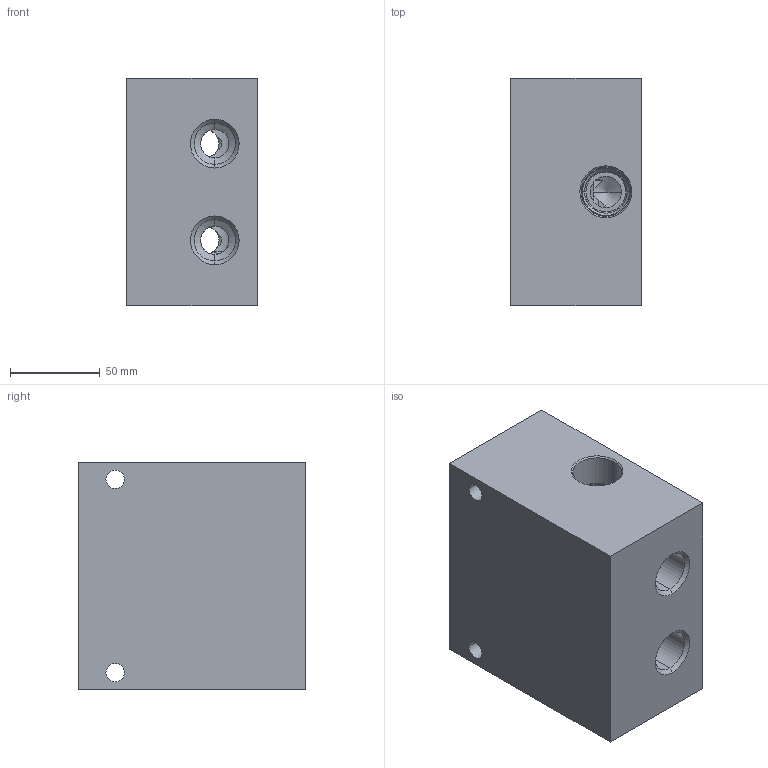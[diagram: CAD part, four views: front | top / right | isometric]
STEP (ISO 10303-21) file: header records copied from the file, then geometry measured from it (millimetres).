
FILE_DESCRIPTION((''),'2;1');
FILE_NAME('XBD_ASM','2022-06-21T',('ProEService'),(''),'PRO/ENGINEER BY PARAMETRIC TECHNOLOGY CORPORATION, 2014200','PRO/ENGINEER BY PARAMETRIC TECHNOLOGY CORPORATION, 2014200','');
FILE_SCHEMA(('CONFIG_CONTROL_DESIGN'));
Length unit declared in the file: inch
Products named in the file (3): 151-796-003; CSABXXN; XBD_ASM
Assembly tree (2 placements, depth 2):
  XBD_ASM
    151-796-003
    CSABXXN
Bounding box: 73.03 x 127 x 127 mm (x, y, z)
Volume: 993338.8 mm3; surface area: 105277.6 mm2
Topology: 1 solids, 1 shells, 141 faces, 641 edges, 607 vertices
Faces by surface type: cylinder 66, cone 63, plane 12
Entity records: 7410 total; most frequent: CARTESIAN_POINT 2511, DIRECTION 1009, ORIENTED_EDGE 692, VECTOR 429, LINE 429, EDGE_CURVE 346, AXIS2_PLACEMENT_3D 290, TRIMMED_CURVE 287
